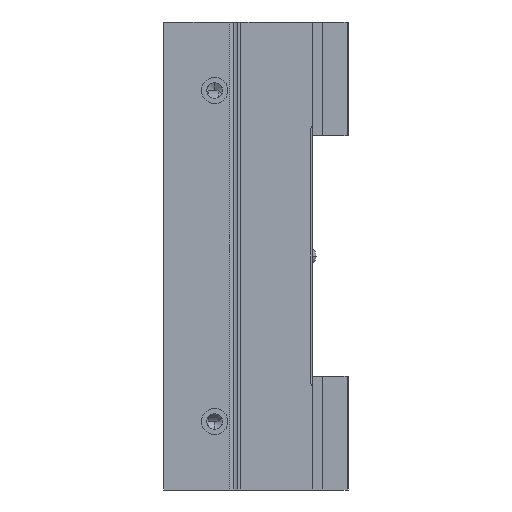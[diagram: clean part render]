
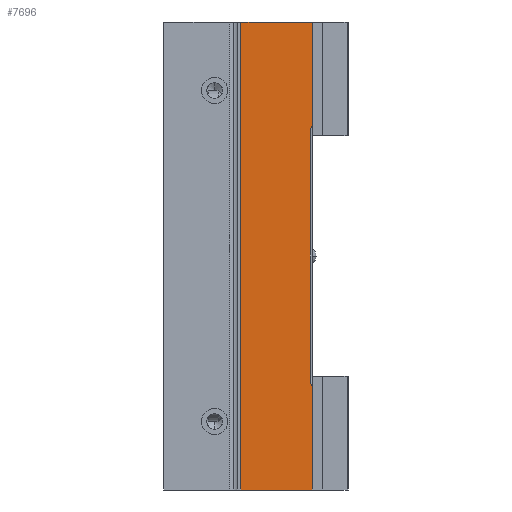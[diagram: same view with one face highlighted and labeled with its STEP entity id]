
A CAD part, left-side view. The second image highlights one B-rep face of the part: STEP entity #7696.
In plain terms, the highlighted planar face has unit normal (-1, 0, 0).
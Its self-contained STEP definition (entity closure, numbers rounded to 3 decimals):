
#271 = EDGE_CURVE ( 'NONE', #8330, #4824, #2190, .T. ) ;
#528 = VECTOR ( 'NONE', #6382, 1000. ) ;
#538 = VERTEX_POINT ( 'NONE', #1281 ) ;
#627 = CARTESIAN_POINT ( 'NONE',  ( -22., 28.5, -62.2 ) ) ;
#648 = EDGE_CURVE ( 'NONE', #3582, #4010, #3384, .T. ) ;
#675 = LINE ( 'NONE', #5328, #5685 ) ;
#730 = CARTESIAN_POINT ( 'NONE',  ( -22., 10.1, 32. ) ) ;
#755 = VECTOR ( 'NONE', #4021, 1000. ) ;
#784 = ORIENTED_EDGE ( 'NONE', *, *, #2219, .T. ) ;
#799 = CARTESIAN_POINT ( 'NONE',  ( -22., 9.899, -34.174 ) ) ;
#1055 = CARTESIAN_POINT ( 'NONE',  ( -22., 28.5, 62.2 ) ) ;
#1281 = CARTESIAN_POINT ( 'NONE',  ( -22., 9.5, -62.2 ) ) ;
#1617 = CARTESIAN_POINT ( 'NONE',  ( -22., 9.5, 62.2 ) ) ;
#1715 = DIRECTION ( 'NONE',  ( 0., 0., 1. ) ) ;
#1724 = VERTEX_POINT ( 'NONE', #4853 ) ;
#1738 = CARTESIAN_POINT ( 'NONE',  ( -22., 28.5, 62.2 ) ) ;
#1765 = ORIENTED_EDGE ( 'NONE', *, *, #7191, .F. ) ;
#1958 = ORIENTED_EDGE ( 'NONE', *, *, #8550, .F. ) ;
#1962 = CARTESIAN_POINT ( 'NONE',  ( -22., 9.5, 35.229 ) ) ;
#2190 =( BOUNDED_CURVE ( )  B_SPLINE_CURVE ( 3, ( #1962, #3991, #7353, #4637 ),
 .UNSPECIFIED., .F., .T. ) 
 B_SPLINE_CURVE_WITH_KNOTS ( ( 4, 4 ),
 ( 6.022, 6.283 ),
 .UNSPECIFIED. ) 
 CURVE ( )  GEOMETRIC_REPRESENTATION_ITEM ( )  RATIONAL_B_SPLINE_CURVE ( ( 1., 0.994, 0.994, 1. ) ) 
 REPRESENTATION_ITEM ( '' )  );
#2219 = EDGE_CURVE ( 'NONE', #538, #4010, #4627, .T. ) ;
#2693 = LINE ( 'NONE', #5714, #5299 ) ;
#2823 = LINE ( 'NONE', #627, #755 ) ;
#2874 = ORIENTED_EDGE ( 'NONE', *, *, #4643, .F. ) ;
#2890 = ORIENTED_EDGE ( 'NONE', *, *, #648, .F. ) ;
#2895 = EDGE_LOOP ( 'NONE', ( #3156, #2874, #3518, #1958, #784, #2890, #1765, #7497 ) ) ;
#3156 = ORIENTED_EDGE ( 'NONE', *, *, #6724, .F. ) ;
#3338 = CARTESIAN_POINT ( 'NONE',  ( -22., 28.5, 62.2 ) ) ;
#3342 = DIRECTION ( 'NONE',  ( 0., 0., -1. ) ) ;
#3384 =( BOUNDED_CURVE ( )  B_SPLINE_CURVE ( 3, ( #6200, #6174, #799, #5462 ),
 .UNSPECIFIED., .F., .F. ) 
 B_SPLINE_CURVE_WITH_KNOTS ( ( 4, 4 ),
 ( 0., 0.261 ),
 .UNSPECIFIED. ) 
 CURVE ( )  GEOMETRIC_REPRESENTATION_ITEM ( )  RATIONAL_B_SPLINE_CURVE ( ( 1., 0.994, 0.994, 1. ) ) 
 REPRESENTATION_ITEM ( '' )  );
#3398 = DIRECTION ( 'NONE',  ( 1., 0., 0. ) ) ;
#3518 = ORIENTED_EDGE ( 'NONE', *, *, #7422, .F. ) ;
#3582 = VERTEX_POINT ( 'NONE', #7337 ) ;
#3687 = FACE_OUTER_BOUND ( 'NONE', #2895, .T. ) ;
#3847 = VERTEX_POINT ( 'NONE', #1738 ) ;
#3991 = CARTESIAN_POINT ( 'NONE',  ( -22., 9.899, 34.174 ) ) ;
#4010 = VERTEX_POINT ( 'NONE', #6656 ) ;
#4021 = DIRECTION ( 'NONE',  ( 0., 1., 0. ) ) ;
#4126 = VECTOR ( 'NONE', #8188, 1000. ) ;
#4627 = LINE ( 'NONE', #1617, #4126 ) ;
#4637 = CARTESIAN_POINT ( 'NONE',  ( -22., 10.1, 32. ) ) ;
#4643 = EDGE_CURVE ( 'NONE', #3847, #1724, #4898, .T. ) ;
#4824 = VERTEX_POINT ( 'NONE', #730 ) ;
#4853 = CARTESIAN_POINT ( 'NONE',  ( -22., 9.5, 62.2 ) ) ;
#4898 = LINE ( 'NONE', #5089, #528 ) ;
#4969 = DIRECTION ( 'NONE',  ( 0., 0., -1. ) ) ;
#5089 = CARTESIAN_POINT ( 'NONE',  ( -22., 28.5, 62.2 ) ) ;
#5299 = VECTOR ( 'NONE', #4969, 1000. ) ;
#5328 = CARTESIAN_POINT ( 'NONE',  ( -22., 10.1, -32. ) ) ;
#5462 = CARTESIAN_POINT ( 'NONE',  ( -22., 9.5, -35.229 ) ) ;
#5685 = VECTOR ( 'NONE', #3342, 1000. ) ;
#5714 = CARTESIAN_POINT ( 'NONE',  ( -22., 9.5, 62.2 ) ) ;
#5983 = DIRECTION ( 'NONE',  ( 0., 1., 0. ) ) ;
#6174 = CARTESIAN_POINT ( 'NONE',  ( -22., 10.1, -33.092 ) ) ;
#6200 = CARTESIAN_POINT ( 'NONE',  ( -22., 10.1, -32. ) ) ;
#6250 = AXIS2_PLACEMENT_3D ( 'NONE', #3338, #3398, #5983 ) ;
#6265 = CARTESIAN_POINT ( 'NONE',  ( -22., 9.5, 35.229 ) ) ;
#6382 = DIRECTION ( 'NONE',  ( 0., -1., 0. ) ) ;
#6656 = CARTESIAN_POINT ( 'NONE',  ( -22., 9.5, -35.229 ) ) ;
#6724 = EDGE_CURVE ( 'NONE', #1724, #8330, #2693, .T. ) ;
#7031 = LINE ( 'NONE', #1055, #8630 ) ;
#7191 = EDGE_CURVE ( 'NONE', #4824, #3582, #675, .T. ) ;
#7337 = CARTESIAN_POINT ( 'NONE',  ( -22., 10.1, -32. ) ) ;
#7353 = CARTESIAN_POINT ( 'NONE',  ( -22., 10.1, 33.092 ) ) ;
#7416 = PLANE ( 'NONE',  #6250 ) ;
#7422 = EDGE_CURVE ( 'NONE', #7620, #3847, #7031, .T. ) ;
#7497 = ORIENTED_EDGE ( 'NONE', *, *, #271, .F. ) ;
#7620 = VERTEX_POINT ( 'NONE', #7861 ) ;
#7696 = ADVANCED_FACE ( 'NONE', ( #3687 ), #7416, .F. ) ;
#7861 = CARTESIAN_POINT ( 'NONE',  ( -22., 28.5, -62.2 ) ) ;
#8188 = DIRECTION ( 'NONE',  ( 0., 0., 1. ) ) ;
#8330 = VERTEX_POINT ( 'NONE', #6265 ) ;
#8550 = EDGE_CURVE ( 'NONE', #538, #7620, #2823, .T. ) ;
#8630 = VECTOR ( 'NONE', #1715, 1000. ) ;
